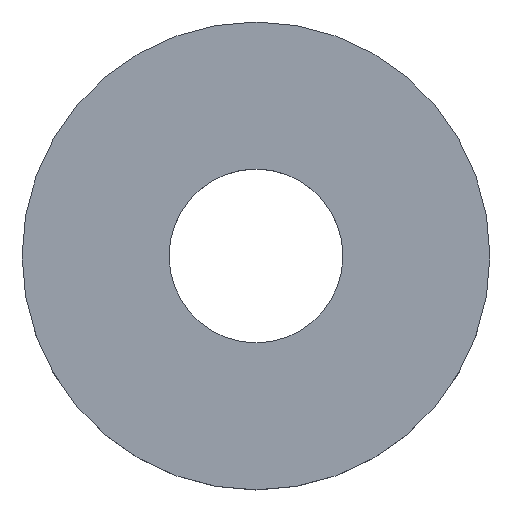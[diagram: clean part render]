
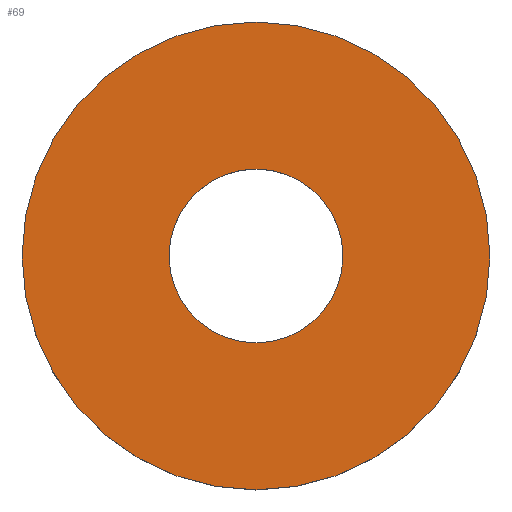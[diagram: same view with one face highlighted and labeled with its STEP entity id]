
A CAD part, top view. The second image highlights one B-rep face of the part: STEP entity #69.
In plain terms, the highlighted planar face has unit normal (0, 0, 1).
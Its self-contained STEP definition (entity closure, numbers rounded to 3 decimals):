
#51=VERTEX_POINT('',#121);
#69=ADVANCED_FACE('',(#142,#143),#144,.T.);
#71=VERTEX_POINT('',#146);
#75=EDGE_CURVE('',#71,#51,#151,.T.);
#77=VERTEX_POINT('',#153);
#79=EDGE_CURVE('',#77,#101,#155,.T.);
#87=EDGE_CURVE('',#101,#77,#164,.T.);
#99=EDGE_CURVE('',#51,#71,#177,.T.);
#101=VERTEX_POINT('',#179);
#121=CARTESIAN_POINT('',(-6.5,0.,5.));
#142=FACE_OUTER_BOUND('',#215,.T.);
#143=FACE_BOUND('',#216,.T.);
#144=PLANE('',#217);
#146=CARTESIAN_POINT('',(6.5,0.,5.));
#151=CIRCLE('',#225,6.5);
#153=CARTESIAN_POINT('',(-17.5,0.,5.));
#155=CIRCLE('',#230,17.5);
#164=CIRCLE('',#242,17.5);
#177=CIRCLE('',#260,6.5);
#179=CARTESIAN_POINT('',(17.5,0.,5.));
#215=EDGE_LOOP('',(#292,#293));
#216=EDGE_LOOP('',(#294,#295));
#217=AXIS2_PLACEMENT_3D('',#296,#297,#298);
#225=AXIS2_PLACEMENT_3D('',#307,#308,#309);
#230=AXIS2_PLACEMENT_3D('',#310,#311,#312);
#242=AXIS2_PLACEMENT_3D('',#327,#328,#329);
#260=AXIS2_PLACEMENT_3D('',#340,#341,#342);
#292=ORIENTED_EDGE('',*,*,#87,.F.);
#293=ORIENTED_EDGE('',*,*,#79,.F.);
#294=ORIENTED_EDGE('',*,*,#75,.T.);
#295=ORIENTED_EDGE('',*,*,#99,.T.);
#296=CARTESIAN_POINT('',(12.0,0.,5.));
#297=DIRECTION('',(0.0,0.0,1.0));
#298=DIRECTION('',(1.0,0.0,0.0));
#307=CARTESIAN_POINT('',(0.,0.,5.));
#308=DIRECTION('',(0.0,0.0,-1.0));
#309=DIRECTION('',(1.0,0.,0.0));
#310=CARTESIAN_POINT('',(0.,0.,5.));
#311=DIRECTION('',(0.0,0.0,-1.0));
#312=DIRECTION('',(1.0,0.,0.0));
#327=CARTESIAN_POINT('',(0.,0.,5.));
#328=DIRECTION('',(0.0,0.0,-1.0));
#329=DIRECTION('',(1.0,0.,0.0));
#340=CARTESIAN_POINT('',(0.,0.,5.));
#341=DIRECTION('',(0.0,0.0,-1.0));
#342=DIRECTION('',(1.0,0.,0.0));
